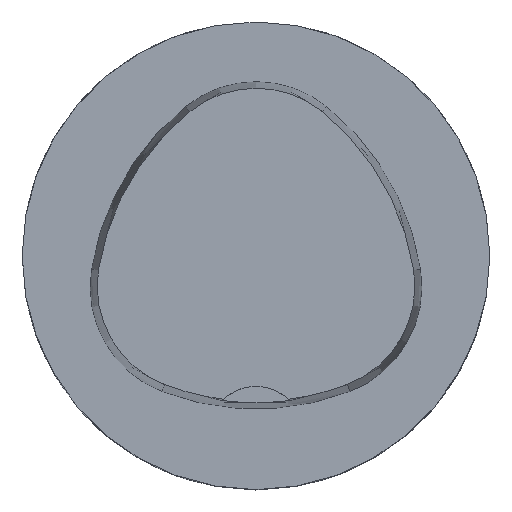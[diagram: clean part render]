
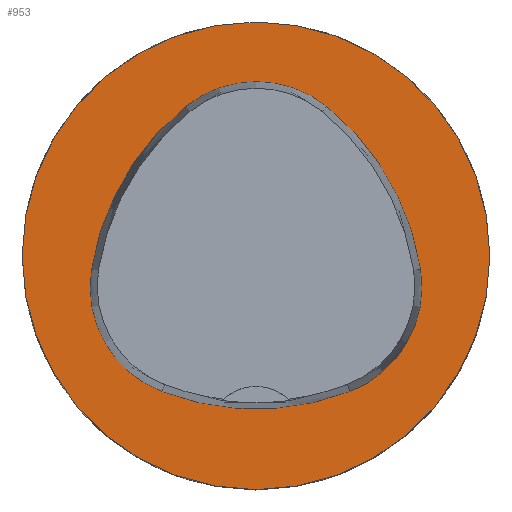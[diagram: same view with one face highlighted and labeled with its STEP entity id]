
A CAD part, top view. The second image highlights one B-rep face of the part: STEP entity #953.
In plain terms, the highlighted planar face has unit normal (0, 0, 1).
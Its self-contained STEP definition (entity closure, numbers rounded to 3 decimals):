
#234=FACE_BOUND('',#1583,.T.);
#235=FACE_BOUND('',#1584,.T.);
#316=PLANE('',#5568);
#953=ADVANCED_FACE('',(#234,#235),#316,.T.);
#1583=EDGE_LOOP('',(#2592,#2593,#2594,#2595,#2596,#2597));
#1584=EDGE_LOOP('',(#2598));
#2219=CIRCLE('',#5538,25.);
#2221=CIRCLE('',#5546,28.);
#2223=CIRCLE('',#5549,12.);
#2225=CIRCLE('',#5552,28.);
#2227=CIRCLE('',#5555,12.);
#2231=CIRCLE('',#5560,28.);
#2233=CIRCLE('',#5563,12.);
#2592=ORIENTED_EDGE('',*,*,#4594,.T.);
#2593=ORIENTED_EDGE('',*,*,#4574,.T.);
#2594=ORIENTED_EDGE('',*,*,#4578,.T.);
#2595=ORIENTED_EDGE('',*,*,#4581,.T.);
#2596=ORIENTED_EDGE('',*,*,#4584,.T.);
#2597=ORIENTED_EDGE('',*,*,#4592,.T.);
#2598=ORIENTED_EDGE('',*,*,#4564,.F.);
#4007=VERTEX_POINT('',#8431);
#4017=VERTEX_POINT('',#8458);
#4018=VERTEX_POINT('',#8459);
#4021=VERTEX_POINT('',#8467);
#4023=VERTEX_POINT('',#8473);
#4025=VERTEX_POINT('',#8479);
#4032=VERTEX_POINT('',#8500);
#4564=EDGE_CURVE('',#4007,#4007,#2219,.T.);
#4574=EDGE_CURVE('',#4017,#4018,#2221,.T.);
#4578=EDGE_CURVE('',#4018,#4021,#2223,.T.);
#4581=EDGE_CURVE('',#4021,#4023,#2225,.T.);
#4584=EDGE_CURVE('',#4023,#4025,#2227,.T.);
#4592=EDGE_CURVE('',#4025,#4032,#2231,.T.);
#4594=EDGE_CURVE('',#4032,#4017,#2233,.T.);
#5538=AXIS2_PLACEMENT_3D('',#8430,#6236,#6237);
#5546=AXIS2_PLACEMENT_3D('',#8457,#6257,#6258);
#5549=AXIS2_PLACEMENT_3D('',#8466,#6265,#6266);
#5552=AXIS2_PLACEMENT_3D('',#8472,#6272,#6273);
#5555=AXIS2_PLACEMENT_3D('',#8478,#6279,#6280);
#5560=AXIS2_PLACEMENT_3D('',#8501,#6291,#6292);
#5563=AXIS2_PLACEMENT_3D('',#8504,#6297,#6298);
#5568=AXIS2_PLACEMENT_3D('',#8509,#6307,#6308);
#6236=DIRECTION('',(0.,0.,-1.));
#6237=DIRECTION('',(-1.,0.,0.));
#6257=DIRECTION('',(0.,0.,-1.));
#6258=DIRECTION('',(-1.,0.,0.));
#6265=DIRECTION('',(0.,0.,-1.));
#6266=DIRECTION('',(-1.,0.,0.));
#6272=DIRECTION('',(0.,0.,-1.));
#6273=DIRECTION('',(-1.,0.,0.));
#6279=DIRECTION('',(0.,0.,-1.));
#6280=DIRECTION('',(-1.,0.,0.));
#6291=DIRECTION('',(0.,0.,-1.));
#6292=DIRECTION('',(-1.,0.,0.));
#6297=DIRECTION('',(0.,0.,-1.));
#6298=DIRECTION('',(-1.,0.,0.));
#6307=DIRECTION('',(0.,0.,1.));
#6308=DIRECTION('',(1.,0.,0.));
#8430=CARTESIAN_POINT('',(0.,0.,
0.));
#8431=CARTESIAN_POINT('',(-25.,0.,0.));
#8457=CARTESIAN_POINT('',(10.068,-5.824,0.));
#8458=CARTESIAN_POINT('',(-17.584,-1.424,0.));
#8459=CARTESIAN_POINT('',(-7.531,15.953,0.));
#8466=CARTESIAN_POINT('',(0.011,6.62,0.));
#8467=CARTESIAN_POINT('',(7.567,15.942,0.));
#8472=CARTESIAN_POINT('',(-10.063,-5.81,0.));
#8473=CARTESIAN_POINT('',(17.59,-1.418,0.));
#8478=CARTESIAN_POINT('',(5.739,-3.3,0.));
#8479=CARTESIAN_POINT('',(10.05,-14.499,0.));
#8500=CARTESIAN_POINT('',(-10.025,-14.516,0.));
#8501=CARTESIAN_POINT('',(-0.01,11.631,0.));
#8504=CARTESIAN_POINT('',(-5.733,-3.31,0.));
#8509=CARTESIAN_POINT('',(0.,0.,
0.));
